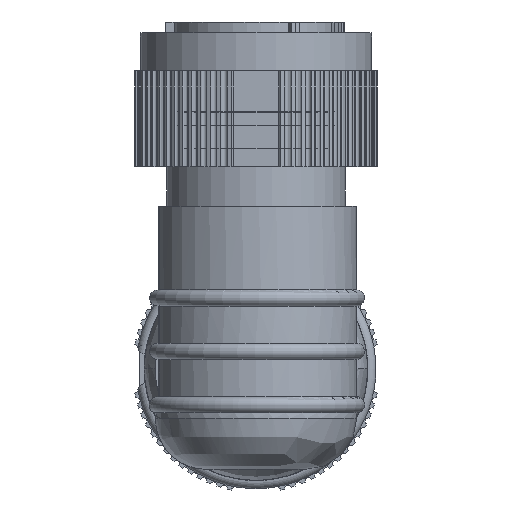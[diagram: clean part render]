
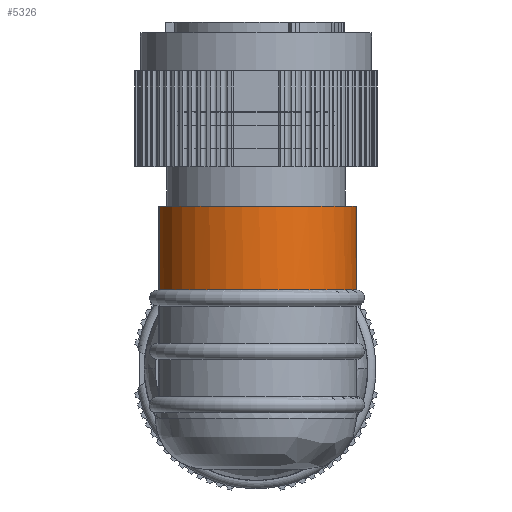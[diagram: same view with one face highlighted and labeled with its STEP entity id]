
A CAD part, left-side view. The second image highlights one B-rep face of the part: STEP entity #5326.
In plain terms, the highlighted cylindrical face has radius 14.287 mm (diameter 28.575 mm), a partial arc.
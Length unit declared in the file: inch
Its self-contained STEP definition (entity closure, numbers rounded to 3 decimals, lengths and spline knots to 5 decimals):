
#2275=CARTESIAN_POINT('',(-1.8125,0.,0.4405));
#2276=DIRECTION('',(0.,0.,-1.));
#2277=DIRECTION('',(0.783,-0.622,0.));
#2278=AXIS2_PLACEMENT_3D('',#2275,#2276,#2277);
#2280=CARTESIAN_POINT('',(-1.8125,0.,0.9085));
#2281=DIRECTION('',(0.,0.,1.));
#2282=DIRECTION('',(-0.231,0.973,0.));
#2283=AXIS2_PLACEMENT_3D('',#2280,#2281,#2282);
#2285=CARTESIAN_POINT('',(-1.372,0.34981,0.4405));
#2286=CARTESIAN_POINT('',(-1.35741,0.33143,
0.45509));
#2287=CARTESIAN_POINT('',(-1.33116,0.29365,
0.48134));
#2288=CARTESIAN_POINT('',(-1.30038,0.23558,
0.51212));
#2289=CARTESIAN_POINT('',(-1.27755,0.17743,
0.53495));
#2290=CARTESIAN_POINT('',(-1.26162,0.11893,
0.55088));
#2291=CARTESIAN_POINT('',(-1.25209,0.05956,
0.56041));
#2292=CARTESIAN_POINT('',(-1.25,0.0198,0.5625));
#2293=CARTESIAN_POINT('',(-1.25,0.,0.5625));
#2295=CARTESIAN_POINT('',(-1.25,0.,0.5625));
#2296=CARTESIAN_POINT('',(-1.25,-0.01982,0.5625));
#2297=CARTESIAN_POINT('',(-1.2521,-0.0596,
0.5604));
#2298=CARTESIAN_POINT('',(-1.26163,-0.11899,
0.55087));
#2299=CARTESIAN_POINT('',(-1.27758,-0.17752,
0.53492));
#2300=CARTESIAN_POINT('',(-1.30041,-0.23564,
0.51209));
#2301=CARTESIAN_POINT('',(-1.33118,-0.29368,
0.48132));
#2302=CARTESIAN_POINT('',(-1.35742,-0.33144,
0.45508));
#2303=CARTESIAN_POINT('',(-1.372,-0.34981,0.4405));
#2318=CARTESIAN_POINT('',(-1.6827,0.54732,0.4405));
#2342=CARTESIAN_POINT('',(-1.8125,0.,0.4405));
#2343=DIRECTION('',(0.,0.,1.));
#2344=DIRECTION('',(0.783,0.622,0.));
#2345=AXIS2_PLACEMENT_3D('',#2342,#2343,#2344);
#2949=DIRECTION('',(0.,0.,-1.));
#2950=VECTOR('',#2949,0.468);
#2951=CARTESIAN_POINT('',(-1.9423,0.54732,0.9085));
#2952=LINE('',#2951,#2950);
#2965=DIRECTION('',(0.,0.,-1.));
#2966=VECTOR('',#2965,0.468);
#2967=CARTESIAN_POINT('',(-1.6827,0.54732,0.9085));
#2968=LINE('',#2967,#2966);
#3758=VERTEX_POINT('',#2318);
#3761=CARTESIAN_POINT('',(-1.9423,0.54732,0.9085));
#3762=CARTESIAN_POINT('',(-1.6827,0.54732,0.9085));
#3763=VERTEX_POINT('',#3761);
#3764=VERTEX_POINT('',#3762);
#3797=CARTESIAN_POINT('',(-1.9423,0.54732,0.4405));
#3798=VERTEX_POINT('',#3797);
#3889=VERTEX_POINT('',#2295);
#3890=VERTEX_POINT('',#2303);
#3891=VERTEX_POINT('',#2285);
#5306=CARTESIAN_POINT('',(-1.8125,0.,-0.6875));
#5307=DIRECTION('',(0.,0.,1.));
#5308=DIRECTION('',(0.,1.,0.));
#5309=AXIS2_PLACEMENT_3D('',#5306,#5307,#5308);
#5310=CYLINDRICAL_SURFACE('',#5309,0.5625);
#5312=ORIENTED_EDGE('',*,*,#5311,.T.);
#5314=ORIENTED_EDGE('',*,*,#5313,.F.);
#5315=ORIENTED_EDGE('',*,*,#5294,.T.);
#5317=ORIENTED_EDGE('',*,*,#5316,.T.);
#5319=ORIENTED_EDGE('',*,*,#5318,.F.);
#5321=ORIENTED_EDGE('',*,*,#5320,.T.);
#5323=ORIENTED_EDGE('',*,*,#5322,.T.);
#5324=EDGE_LOOP('',(#5312,#5314,#5315,#5317,#5319,#5321,#5323));
#5325=FACE_OUTER_BOUND('',#5324,.F.);
#5326=ADVANCED_FACE('',(#5325),#5310,.T.);
#2279=CIRCLE('',#2278,0.5625);
#2284=CIRCLE('',#2283,0.5625);
#2294=B_SPLINE_CURVE_WITH_KNOTS('',3,(#2285,#2286,#2287,#2288,#2289,#2290,#2291,
#2292,#2293),.UNSPECIFIED.,.F.,.F.,(4,1,1,1,1,1,4),(0.,0.16667,
0.33333,0.5,0.66667,0.83333,1.),
.UNSPECIFIED.);
#2304=B_SPLINE_CURVE_WITH_KNOTS('',3,(#2295,#2296,#2297,#2298,#2299,#2300,#2301,
#2302,#2303),.UNSPECIFIED.,.F.,.F.,(4,1,1,1,1,1,4),(0.,0.16667,
0.33333,0.5,0.66667,0.83333,1.),
.UNSPECIFIED.);
#2346=CIRCLE('',#2345,0.5625);
#5294=EDGE_CURVE('',#3763,#3764,#2284,.T.);
#5311=EDGE_CURVE('',#3890,#3798,#2279,.T.);
#5313=EDGE_CURVE('',#3763,#3798,#2952,.T.);
#5316=EDGE_CURVE('',#3764,#3758,#2968,.T.);
#5318=EDGE_CURVE('',#3891,#3758,#2346,.T.);
#5320=EDGE_CURVE('',#3891,#3889,#2294,.T.);
#5322=EDGE_CURVE('',#3889,#3890,#2304,.T.);
